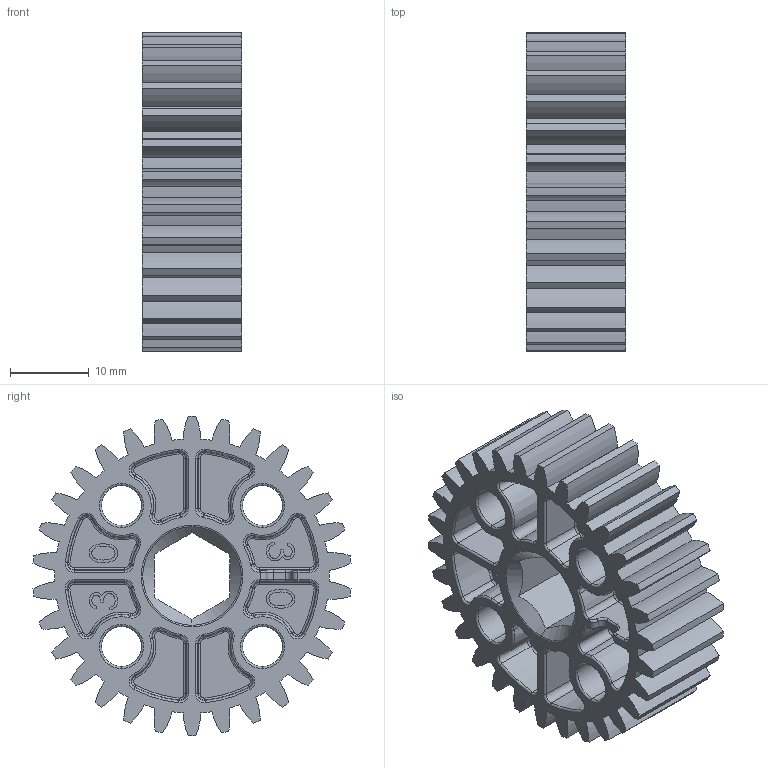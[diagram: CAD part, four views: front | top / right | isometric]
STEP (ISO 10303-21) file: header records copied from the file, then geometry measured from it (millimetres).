
FILE_DESCRIPTION (( 'STEP AP203' ), '1' );
FILE_NAME ('am-5020_30 30T 20DP 14.5PA 0.50 IN FW 0.375 Hex Gear.STEP', '2023-03-23T14:29:00', ( '' ), ( '' ), 'SwSTEP 2.0', 'SolidWorks 2022', '' );
FILE_SCHEMA (( 'CONFIG_CONTROL_DESIGN' ));
Length unit declared in the file: inch
Products named in the file (1): am-5020_30 30T 20DP 14.5PA 0.50 IN FW 0.375 Hex Gear
Bounding box: 12.7 x 40.51 x 40.64 mm (x, y, z)
Volume: 8281 mm3; surface area: 8603.4 mm2
Topology: 1 solids, 1 shells, 775 faces, 1907 edges, 1160 vertices
Faces by surface type: torus 284, cylinder 181, cone 136, bspline 108, plane 66
Entity records: 29152 total; most frequent: CARTESIAN_POINT 10627, DIRECTION 4183, ORIENTED_EDGE 3814, EDGE_CURVE 1907, AXIS2_PLACEMENT_3D 1836, CIRCLE 1168, VERTEX_POINT 1160, EDGE_LOOP 811
